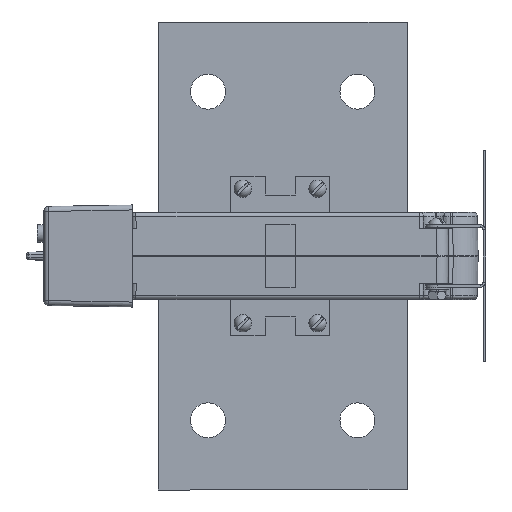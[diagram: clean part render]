
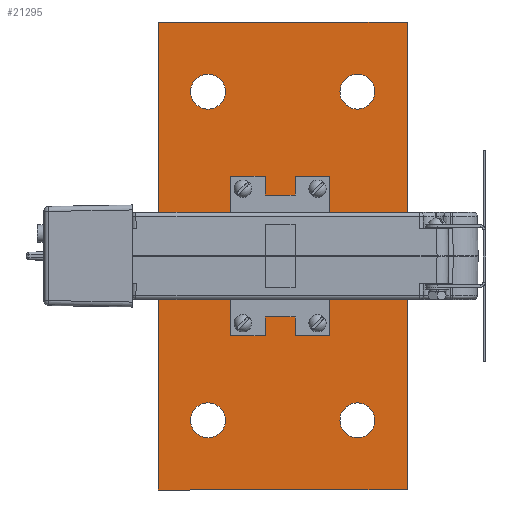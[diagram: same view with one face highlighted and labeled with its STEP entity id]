
A CAD part, front view. The second image highlights one B-rep face of the part: STEP entity #21295.
In plain terms, the highlighted planar face has unit normal (0, -1, 0).
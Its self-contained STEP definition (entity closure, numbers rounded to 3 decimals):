
#2763 = AXIS2_PLACEMENT_3D ( 'NONE', #3973, #3942, #3982 ) ;
#2786 = AXIS2_PLACEMENT_3D ( 'NONE', #3905, #3915, #3923 ) ;
#2791 = AXIS2_PLACEMENT_3D ( 'NONE', #3977, #3941, #3961 ) ;
#2792 = AXIS2_PLACEMENT_3D ( 'NONE', #3976, #3958, #3959 ) ;
#2802 = AXIS2_PLACEMENT_3D ( 'NONE', #3964, #3947, #3957 ) ;
#2817 = AXIS2_PLACEMENT_3D ( 'NONE', #4019, #4008, #4011 ) ;
#2839 = AXIS2_PLACEMENT_3D ( 'NONE', #4007, #4018, #4032 ) ;
#2862 = AXIS2_PLACEMENT_3D ( 'NONE', #4031, #4006, #4022 ) ;
#3186 = AXIS2_PLACEMENT_3D ( 'NONE', #10079, #10062, #10066 ) ;
#3905 = CARTESIAN_POINT ( 'NONE',  ( 31., -0.25, 66. ) ) ;
#3915 = DIRECTION ( 'NONE',  ( 0., -1., 0. ) ) ;
#3923 = DIRECTION ( 'NONE',  ( 0., 0., -1. ) ) ;
#3932 = CARTESIAN_POINT ( 'NONE',  ( 51., -0.25, 0. ) ) ;
#3935 = CARTESIAN_POINT ( 'NONE',  ( -164.771, -0.25, -94. ) ) ;
#3938 = DIRECTION ( 'NONE',  ( 0., 0., -1. ) ) ;
#3940 = DIRECTION ( 'NONE',  ( -1., 0., 0. ) ) ;
#3941 = DIRECTION ( 'NONE',  ( 0., -1., 0. ) ) ;
#3942 = DIRECTION ( 'NONE',  ( 0., -1., 0. ) ) ;
#3947 = DIRECTION ( 'NONE',  ( 0., -1., 0. ) ) ;
#3957 = DIRECTION ( 'NONE',  ( 0., 0., -1. ) ) ;
#3958 = DIRECTION ( 'NONE',  ( 0., -1., 0. ) ) ;
#3959 = DIRECTION ( 'NONE',  ( 0., 0., -1. ) ) ;
#3961 = DIRECTION ( 'NONE',  ( 0., 0., -1. ) ) ;
#3964 = CARTESIAN_POINT ( 'NONE',  ( 31., -0.25, -66. ) ) ;
#3973 = CARTESIAN_POINT ( 'NONE',  ( 31., -0.25, 66. ) ) ;
#3976 = CARTESIAN_POINT ( 'NONE',  ( -29., -0.25, 66. ) ) ;
#3977 = CARTESIAN_POINT ( 'NONE',  ( -29., -0.25, -66. ) ) ;
#3982 = DIRECTION ( 'NONE',  ( 0., 0., -1. ) ) ;
#3993 = DIRECTION ( 'NONE',  ( 0., 0., -1. ) ) ;
#4000 = CARTESIAN_POINT ( 'NONE',  ( -164.771, -0.25, 94. ) ) ;
#4002 = CARTESIAN_POINT ( 'NONE',  ( -49., -0.25, 0. ) ) ;
#4006 = DIRECTION ( 'NONE',  ( 0., -1., 0. ) ) ;
#4007 = CARTESIAN_POINT ( 'NONE',  ( -29., -0.25, -66. ) ) ;
#4008 = DIRECTION ( 'NONE',  ( 0., -1., 0. ) ) ;
#4011 = DIRECTION ( 'NONE',  ( 0., 0., -1. ) ) ;
#4018 = DIRECTION ( 'NONE',  ( 0., -1., 0. ) ) ;
#4019 = CARTESIAN_POINT ( 'NONE',  ( -29., -0.25, 66. ) ) ;
#4022 = DIRECTION ( 'NONE',  ( 0., 0., -1. ) ) ;
#4028 = DIRECTION ( 'NONE',  ( -1., 0., 0. ) ) ;
#4031 = CARTESIAN_POINT ( 'NONE',  ( 31., -0.25, -66. ) ) ;
#4032 = DIRECTION ( 'NONE',  ( 0., 0., -1. ) ) ;
#5933 = CARTESIAN_POINT ( 'NONE',  ( 31., -0.25, -59. ) ) ;
#5952 = CARTESIAN_POINT ( 'NONE',  ( -49., -0.25, 94. ) ) ;
#5955 = CARTESIAN_POINT ( 'NONE',  ( -29., -0.25, -59. ) ) ;
#5958 = CARTESIAN_POINT ( 'NONE',  ( -29., -0.25, 59. ) ) ;
#5961 = CARTESIAN_POINT ( 'NONE',  ( 51., -0.25, -94. ) ) ;
#5965 = CARTESIAN_POINT ( 'NONE',  ( -29., -0.25, 73. ) ) ;
#5975 = CARTESIAN_POINT ( 'NONE',  ( 51., -0.25, 94. ) ) ;
#5976 = CARTESIAN_POINT ( 'NONE',  ( -29., -0.25, -73. ) ) ;
#6044 = CARTESIAN_POINT ( 'NONE',  ( -49., -0.25, -94. ) ) ;
#7109 = CARTESIAN_POINT ( 'NONE',  ( 31., -0.25, 59. ) ) ;
#7111 = CARTESIAN_POINT ( 'NONE',  ( 31., -0.25, -73. ) ) ;
#7116 = CARTESIAN_POINT ( 'NONE',  ( 31., -0.25, 73. ) ) ;
#8589 = LINE ( 'NONE', #3935, #8654 ) ;
#8598 = CIRCLE ( 'NONE', #2786, 7. ) ;
#8605 = LINE ( 'NONE', #3932, #8621 ) ;
#8621 = VECTOR ( 'NONE', #3938, 1000. ) ;
#8640 = CIRCLE ( 'NONE', #2792, 7. ) ;
#8645 = CIRCLE ( 'NONE', #2802, 7. ) ;
#8649 = CIRCLE ( 'NONE', #2791, 7. ) ;
#8650 = VECTOR ( 'NONE', #4028, 1000. ) ;
#8652 = LINE ( 'NONE', #4002, #8663 ) ;
#8654 = VECTOR ( 'NONE', #3940, 1000. ) ;
#8662 = LINE ( 'NONE', #4000, #8650 ) ;
#8663 = VECTOR ( 'NONE', #3993, 1000. ) ;
#8667 = CIRCLE ( 'NONE', #2763, 7. ) ;
#8674 = CIRCLE ( 'NONE', #2817, 7. ) ;
#8709 = CIRCLE ( 'NONE', #2839, 7. ) ;
#8710 = CIRCLE ( 'NONE', #2862, 7. ) ;
#10062 = DIRECTION ( 'NONE',  ( 0., -1., 0. ) ) ;
#10066 = DIRECTION ( 'NONE',  ( 0., 0., -1. ) ) ;
#10076 = PLANE ( 'NONE',  #3186 ) ;
#10079 = CARTESIAN_POINT ( 'NONE',  ( -164.771, -0.25, 0. ) ) ;
#11145 = EDGE_CURVE ( 'NONE', #14162, #14145, #8598, .T. ) ;
#11148 = EDGE_CURVE ( 'NONE', #13184, #13179, #8605, .T. ) ;
#11149 = EDGE_CURVE ( 'NONE', #13179, #13232, #8589, .T. ) ;
#11153 = EDGE_CURVE ( 'NONE', #13204, #13180, #8649, .T. ) ;
#11155 = EDGE_CURVE ( 'NONE', #14145, #14162, #8667, .T. ) ;
#11165 = EDGE_CURVE ( 'NONE', #13219, #14157, #8645, .T. ) ;
#11169 = EDGE_CURVE ( 'NONE', #13176, #13201, #8640, .T. ) ;
#11172 = EDGE_CURVE ( 'NONE', #13184, #13194, #8662, .T. ) ;
#11176 = EDGE_CURVE ( 'NONE', #13194, #13232, #8652, .T. ) ;
#11179 = EDGE_CURVE ( 'NONE', #13180, #13204, #8709, .T. ) ;
#11180 = EDGE_CURVE ( 'NONE', #13201, #13176, #8674, .T. ) ;
#11181 = EDGE_CURVE ( 'NONE', #14157, #13219, #8710, .T. ) ;
#13176 = VERTEX_POINT ( 'NONE', #5958 ) ;
#13179 = VERTEX_POINT ( 'NONE', #5961 ) ;
#13180 = VERTEX_POINT ( 'NONE', #5955 ) ;
#13184 = VERTEX_POINT ( 'NONE', #5975 ) ;
#13194 = VERTEX_POINT ( 'NONE', #5952 ) ;
#13201 = VERTEX_POINT ( 'NONE', #5965 ) ;
#13204 = VERTEX_POINT ( 'NONE', #5976 ) ;
#13219 = VERTEX_POINT ( 'NONE', #5933 ) ;
#13232 = VERTEX_POINT ( 'NONE', #6044 ) ;
#14145 = VERTEX_POINT ( 'NONE', #7109 ) ;
#14157 = VERTEX_POINT ( 'NONE', #7111 ) ;
#14162 = VERTEX_POINT ( 'NONE', #7116 ) ;
#17166 = ORIENTED_EDGE ( 'NONE', *, *, #11181, .F. ) ;
#17184 = ORIENTED_EDGE ( 'NONE', *, *, #11153, .F. ) ;
#17202 = ORIENTED_EDGE ( 'NONE', *, *, #11145, .F. ) ;
#17211 = ORIENTED_EDGE ( 'NONE', *, *, #11180, .F. ) ;
#17229 = ORIENTED_EDGE ( 'NONE', *, *, #11176, .T. ) ;
#17257 = ORIENTED_EDGE ( 'NONE', *, *, #11169, .F. ) ;
#17267 = ORIENTED_EDGE ( 'NONE', *, *, #11172, .T. ) ;
#17287 = ORIENTED_EDGE ( 'NONE', *, *, #11155, .F. ) ;
#17297 = ORIENTED_EDGE ( 'NONE', *, *, #11179, .F. ) ;
#17324 = ORIENTED_EDGE ( 'NONE', *, *, #11148, .F. ) ;
#17342 = ORIENTED_EDGE ( 'NONE', *, *, #11149, .F. ) ;
#17405 = ORIENTED_EDGE ( 'NONE', *, *, #11165, .F. ) ;
#21295 = ADVANCED_FACE ( 'NONE', ( #24894, #24918, #24905, #24900, #24869 ), #10076, .T. ) ;
#24869 = FACE_OUTER_BOUND ( 'NONE', #26951, .T. ) ;
#24894 = FACE_BOUND ( 'NONE', #26859, .T. ) ;
#24900 = FACE_BOUND ( 'NONE', #26959, .T. ) ;
#24905 = FACE_BOUND ( 'NONE', #26893, .T. ) ;
#24918 = FACE_BOUND ( 'NONE', #26913, .T. ) ;
#26859 = EDGE_LOOP ( 'NONE', ( #17211, #17257 ) ) ;
#26893 = EDGE_LOOP ( 'NONE', ( #17202, #17287 ) ) ;
#26913 = EDGE_LOOP ( 'NONE', ( #17297, #17184 ) ) ;
#26951 = EDGE_LOOP ( 'NONE', ( #17267, #17229, #17342, #17324 ) ) ;
#26959 = EDGE_LOOP ( 'NONE', ( #17405, #17166 ) ) ;
